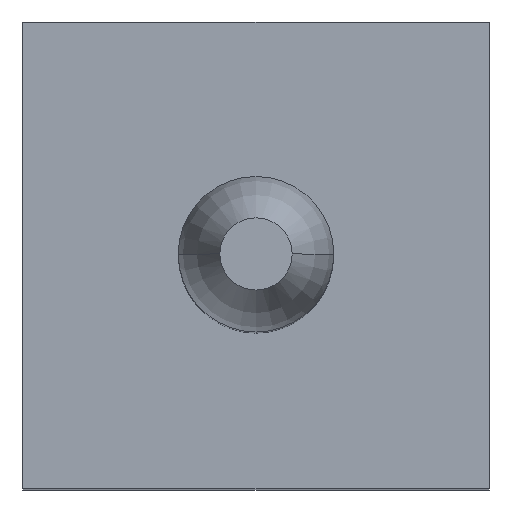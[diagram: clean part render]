
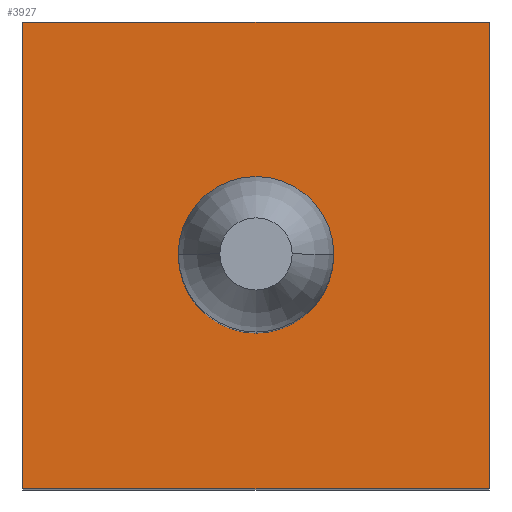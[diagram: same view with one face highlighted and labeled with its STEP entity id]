
A CAD part, top view. The second image highlights one B-rep face of the part: STEP entity #3927.
In plain terms, the highlighted planar face has unit normal (0, 0, 1).
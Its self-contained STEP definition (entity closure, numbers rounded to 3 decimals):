
#39 = DIRECTION ( 'NONE',  ( 0., -1., 0. ) ) ;
#75 = ORIENTED_EDGE ( 'NONE', *, *, #589, .T. ) ;
#210 = VERTEX_POINT ( 'NONE', #2208 ) ;
#258 = AXIS2_PLACEMENT_3D ( 'NONE', #4061, #886, #2512 ) ;
#523 = DIRECTION ( 'NONE',  ( 0., 0., 1. ) ) ;
#589 = EDGE_CURVE ( 'NONE', #2035, #3020, #1897, .T. ) ;
#668 = VECTOR ( 'NONE', #2217, 1000. ) ;
#761 = EDGE_CURVE ( 'NONE', #818, #956, #1587, .T. ) ;
#787 = AXIS2_PLACEMENT_3D ( 'NONE', #830, #523, #3583 ) ;
#818 = VERTEX_POINT ( 'NONE', #2502 ) ;
#830 = CARTESIAN_POINT ( 'NONE',  ( 0., 0., 15. ) ) ;
#886 = DIRECTION ( 'NONE',  ( 0., 0., 1. ) ) ;
#947 = LINE ( 'NONE', #3156, #668 ) ;
#956 = VERTEX_POINT ( 'NONE', #985 ) ;
#985 = CARTESIAN_POINT ( 'NONE',  ( -1.5, 0., 15. ) ) ;
#1186 = AXIS2_PLACEMENT_3D ( 'NONE', #1847, #3390, #3141 ) ;
#1309 = ORIENTED_EDGE ( 'NONE', *, *, #3132, .F. ) ;
#1536 = VERTEX_POINT ( 'NONE', #2095 ) ;
#1587 = CIRCLE ( 'NONE', #787, 1.5 ) ;
#1764 = EDGE_LOOP ( 'NONE', ( #1309, #3702 ) ) ;
#1812 = EDGE_CURVE ( 'NONE', #210, #2035, #3665, .T. ) ;
#1847 = CARTESIAN_POINT ( 'NONE',  ( -4.5, 4.5, 15. ) ) ;
#1872 = CARTESIAN_POINT ( 'NONE',  ( -4.5, -4.5, 15. ) ) ;
#1873 = PLANE ( 'NONE',  #1186 ) ;
#1876 = EDGE_LOOP ( 'NONE', ( #75, #3975, #2889, #3740 ) ) ;
#1897 = LINE ( 'NONE', #2910, #2051 ) ;
#1962 = EDGE_CURVE ( 'NONE', #3020, #1536, #2154, .T. ) ;
#1999 = CARTESIAN_POINT ( 'NONE',  ( -4.5, 4.5, 15. ) ) ;
#2035 = VERTEX_POINT ( 'NONE', #3851 ) ;
#2051 = VECTOR ( 'NONE', #39, 1000. ) ;
#2095 = CARTESIAN_POINT ( 'NONE',  ( 4.5, -4.5, 15. ) ) ;
#2154 = LINE ( 'NONE', #1872, #2582 ) ;
#2208 = CARTESIAN_POINT ( 'NONE',  ( 4.5, 4.5, 15. ) ) ;
#2217 = DIRECTION ( 'NONE',  ( 0., 1., 0. ) ) ;
#2502 = CARTESIAN_POINT ( 'NONE',  ( 1.5, 0., 15. ) ) ;
#2512 = DIRECTION ( 'NONE',  ( -1., 0., 0. ) ) ;
#2582 = VECTOR ( 'NONE', #3091, 1000. ) ;
#2664 = CARTESIAN_POINT ( 'NONE',  ( -4.5, -4.5, 15. ) ) ;
#2823 = FACE_BOUND ( 'NONE', #1764, .T. ) ;
#2889 = ORIENTED_EDGE ( 'NONE', *, *, #3647, .T. ) ;
#2910 = CARTESIAN_POINT ( 'NONE',  ( -4.5, -4.5, 15. ) ) ;
#2996 = DIRECTION ( 'NONE',  ( -1., 0., 0. ) ) ;
#3020 = VERTEX_POINT ( 'NONE', #2664 ) ;
#3091 = DIRECTION ( 'NONE',  ( 1., 0., 0. ) ) ;
#3132 = EDGE_CURVE ( 'NONE', #956, #818, #3793, .T. ) ;
#3141 = DIRECTION ( 'NONE',  ( -1., 0., 0. ) ) ;
#3156 = CARTESIAN_POINT ( 'NONE',  ( 4.5, -4.5, 15. ) ) ;
#3390 = DIRECTION ( 'NONE',  ( 0., 0., -1. ) ) ;
#3583 = DIRECTION ( 'NONE',  ( -1., 0., 0. ) ) ;
#3647 = EDGE_CURVE ( 'NONE', #1536, #210, #947, .T. ) ;
#3665 = LINE ( 'NONE', #1999, #3710 ) ;
#3702 = ORIENTED_EDGE ( 'NONE', *, *, #761, .F. ) ;
#3710 = VECTOR ( 'NONE', #2996, 1000. ) ;
#3740 = ORIENTED_EDGE ( 'NONE', *, *, #1812, .T. ) ;
#3793 = CIRCLE ( 'NONE', #258, 1.5 ) ;
#3851 = CARTESIAN_POINT ( 'NONE',  ( -4.5, 4.5, 15. ) ) ;
#3927 = ADVANCED_FACE ( 'NONE', ( #4078, #2823 ), #1873, .F. ) ;
#3975 = ORIENTED_EDGE ( 'NONE', *, *, #1962, .T. ) ;
#4061 = CARTESIAN_POINT ( 'NONE',  ( 0., 0., 15. ) ) ;
#4078 = FACE_OUTER_BOUND ( 'NONE', #1876, .T. ) ;
